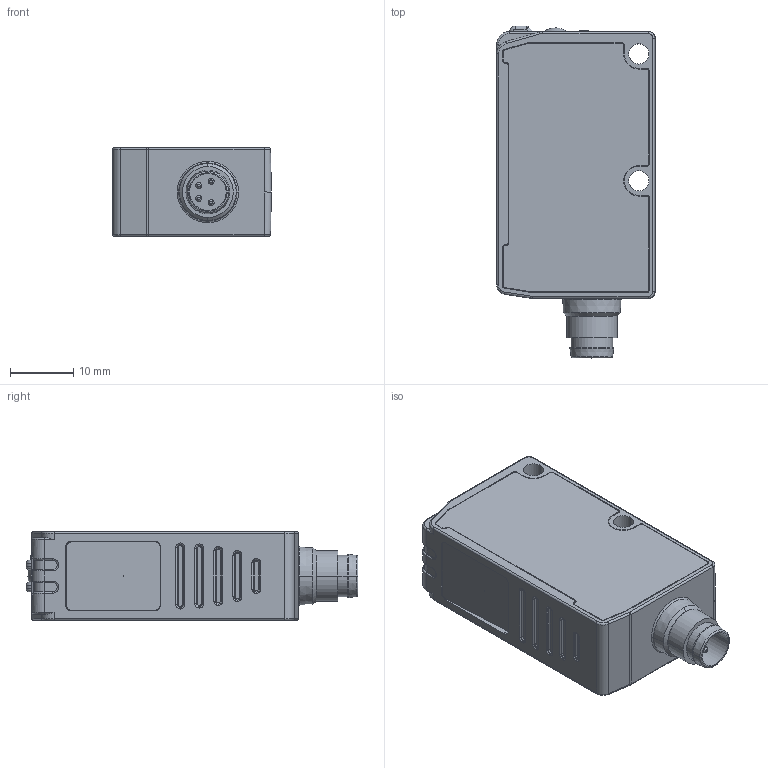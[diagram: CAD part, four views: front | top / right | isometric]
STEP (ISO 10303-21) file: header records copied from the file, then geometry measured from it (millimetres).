
FILE_DESCRIPTION (( 'STEP AP214' ), '1' );
FILE_NAME ('S8-PR-5-W13-PP.step', '2016-07-06T16:17:14', ( '' ), ( '' ), 'SwSTEP 2.0', 'SolidWorks 2016', '' );
FILE_SCHEMA (( 'AUTOMOTIVE_DESIGN' ));
Length unit declared in the file: millimetre
Products named in the file (1): S8-PR-5-W13-PP
Bounding box: 25 x 52.3 x 14 mm (x, y, z)
Volume: 14594.5 mm3; surface area: 5719.4 mm2
Topology: 9 solids, 9 shells, 433 faces, 1041 edges, 639 vertices
Faces by surface type: cylinder 191, plane 126, torus 85, cone 14, bspline 10, sphere 7
Entity records: 12905 total; most frequent: CARTESIAN_POINT 2512, DIRECTION 2332, ORIENTED_EDGE 2062, EDGE_CURVE 1031, AXIS2_PLACEMENT_3D 931, VERTEX_POINT 636, CIRCLE 507, LINE 470
